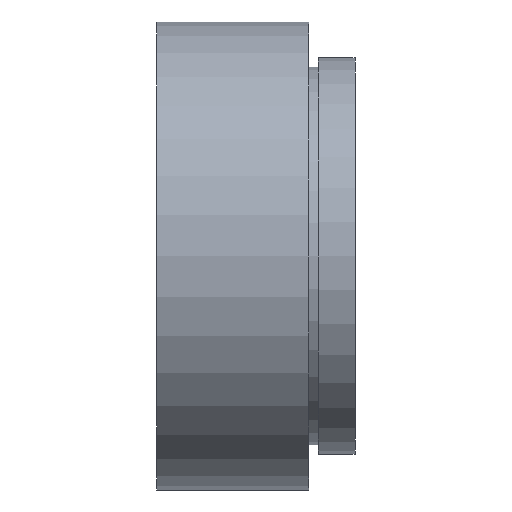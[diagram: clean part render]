
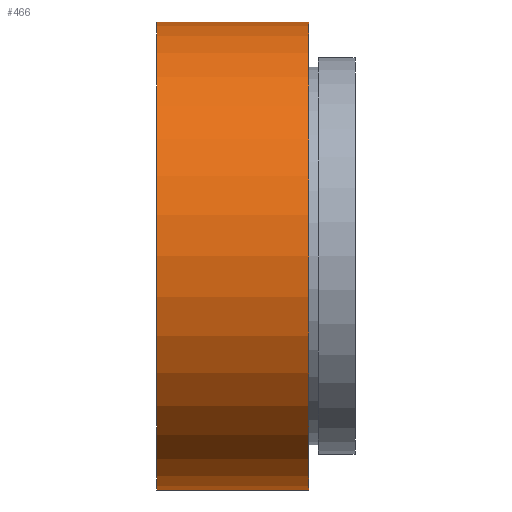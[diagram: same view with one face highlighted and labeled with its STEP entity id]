
A CAD part, left-side view. The second image highlights one B-rep face of the part: STEP entity #466.
In plain terms, the highlighted cylindrical face has radius 25.4 mm (diameter 50.8 mm), a partial arc.
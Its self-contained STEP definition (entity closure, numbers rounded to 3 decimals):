
#2 = CARTESIAN_POINT ( 'NONE',  ( 0., 21.5, 0. ) ) ;
#16 = AXIS2_PLACEMENT_3D ( 'NONE', #653, #438, #287 ) ;
#38 = VERTEX_POINT ( 'NONE', #362 ) ;
#47 = ORIENTED_EDGE ( 'NONE', *, *, #363, .T. ) ;
#60 = EDGE_CURVE ( 'NONE', #38, #106, #215, .T. ) ;
#74 = VERTEX_POINT ( 'NONE', #412 ) ;
#83 = EDGE_CURVE ( 'NONE', #390, #38, #460, .T. ) ;
#87 = ORIENTED_EDGE ( 'NONE', *, *, #105, .T. ) ;
#105 = EDGE_CURVE ( 'NONE', #390, #74, #428, .T. ) ;
#106 = VERTEX_POINT ( 'NONE', #519 ) ;
#113 = EDGE_LOOP ( 'NONE', ( #407, #87, #47, #184 ) ) ;
#124 = CYLINDRICAL_SURFACE ( 'NONE', #325, 25.4 ) ;
#173 = AXIS2_PLACEMENT_3D ( 'NONE', #2, #506, #660 ) ;
#184 = ORIENTED_EDGE ( 'NONE', *, *, #60, .F. ) ;
#204 = DIRECTION ( 'NONE',  ( 0., -1., 0. ) ) ;
#215 = CIRCLE ( 'NONE', #16, 25.4 ) ;
#218 = FACE_OUTER_BOUND ( 'NONE', #113, .T. ) ;
#272 = CARTESIAN_POINT ( 'NONE',  ( 0., 0., 25.4 ) ) ;
#287 = DIRECTION ( 'NONE',  ( 0., 0., -1. ) ) ;
#325 = AXIS2_PLACEMENT_3D ( 'NONE', #511, #501, #569 ) ;
#357 = VECTOR ( 'NONE', #204, 1000. ) ;
#362 = CARTESIAN_POINT ( 'NONE',  ( 0., 5., 25.4 ) ) ;
#363 = EDGE_CURVE ( 'NONE', #74, #106, #637, .T. ) ;
#390 = VERTEX_POINT ( 'NONE', #589 ) ;
#395 = CARTESIAN_POINT ( 'NONE',  ( 0., 0., -25.4 ) ) ;
#407 = ORIENTED_EDGE ( 'NONE', *, *, #83, .F. ) ;
#412 = CARTESIAN_POINT ( 'NONE',  ( 0., 21.5, -25.4 ) ) ;
#428 = CIRCLE ( 'NONE', #173, 25.4 ) ;
#438 = DIRECTION ( 'NONE',  ( 0., -1., 0. ) ) ;
#460 = LINE ( 'NONE', #272, #550 ) ;
#466 = ADVANCED_FACE ( 'NONE', ( #218 ), #124, .T. ) ;
#501 = DIRECTION ( 'NONE',  ( 0., -1., 0. ) ) ;
#506 = DIRECTION ( 'NONE',  ( 0., -1., 0. ) ) ;
#511 = CARTESIAN_POINT ( 'NONE',  ( 0., 0., 0. ) ) ;
#519 = CARTESIAN_POINT ( 'NONE',  ( 0., 5., -25.4 ) ) ;
#550 = VECTOR ( 'NONE', #669, 1000. ) ;
#569 = DIRECTION ( 'NONE',  ( 0., 0., -1. ) ) ;
#589 = CARTESIAN_POINT ( 'NONE',  ( 0., 21.5, 25.4 ) ) ;
#637 = LINE ( 'NONE', #395, #357 ) ;
#653 = CARTESIAN_POINT ( 'NONE',  ( 0., 5., 0. ) ) ;
#660 = DIRECTION ( 'NONE',  ( 0., 0., -1. ) ) ;
#669 = DIRECTION ( 'NONE',  ( 0., -1., 0. ) ) ;
